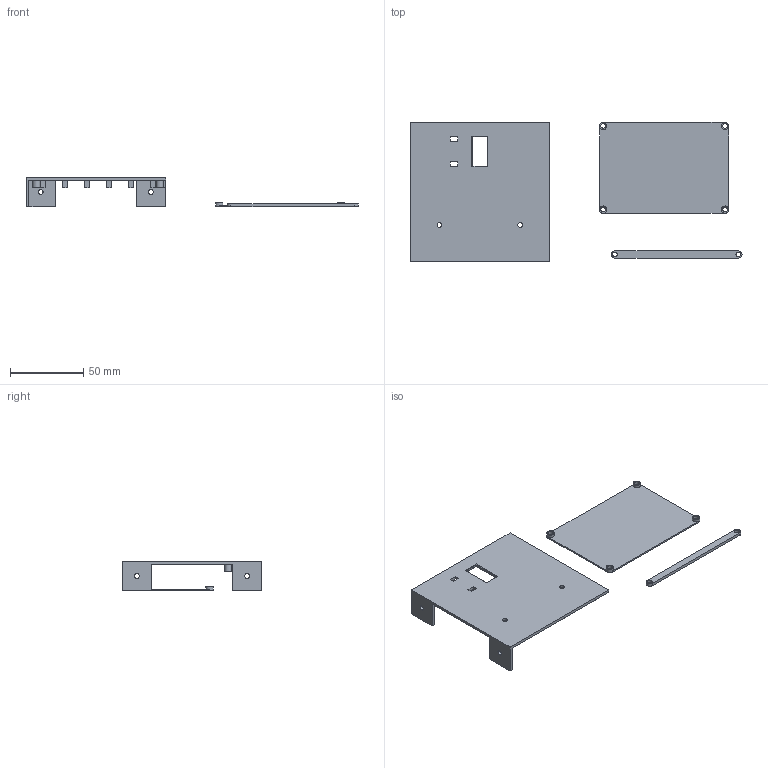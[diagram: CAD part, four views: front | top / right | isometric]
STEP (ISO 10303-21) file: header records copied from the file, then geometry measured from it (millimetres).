
FILE_DESCRIPTION(/* description */ (''),/* implementation_level */ '2;1');
FILE_NAME(/* name */ '主板固定.stp',/* time_stamp */ '2024-09-09T21:05:40+08:00',/* author */ (''),/* organization */ (''),/* preprocessor_version */ 'ST-DEVELOPER v15.2',/* originating_system */ 'Autodesk Translator Framework v2.0.0.5431',/* authorisation */ '');
FILE_SCHEMA (('AUTOMOTIVE_DESIGN { 1 0 10303 214 3 1 1 }'));
Length unit declared in the file: centimetre
Products named in the file (1): 主板固定
Bounding box: 226 x 95 x 20 mm (x, y, z)
Volume: 27992.3 mm3; surface area: 35674.3 mm2
Topology: 3 solids, 3 shells, 135 faces, 309 edges, 198 vertices
Faces by surface type: plane 105, cylinder 30
Full cylindrical faces by diameter (mm): 2.5 x6, 3.2 x12, 5 x10
Entity records: 3656 total; most frequent: DIRECTION 613, CARTESIAN_POINT 607, ORIENTED_EDGE 554, EDGE_CURVE 277, LINE 213, VECTOR 213, EDGE_LOOP 211, AXIS2_PLACEMENT_3D 200
